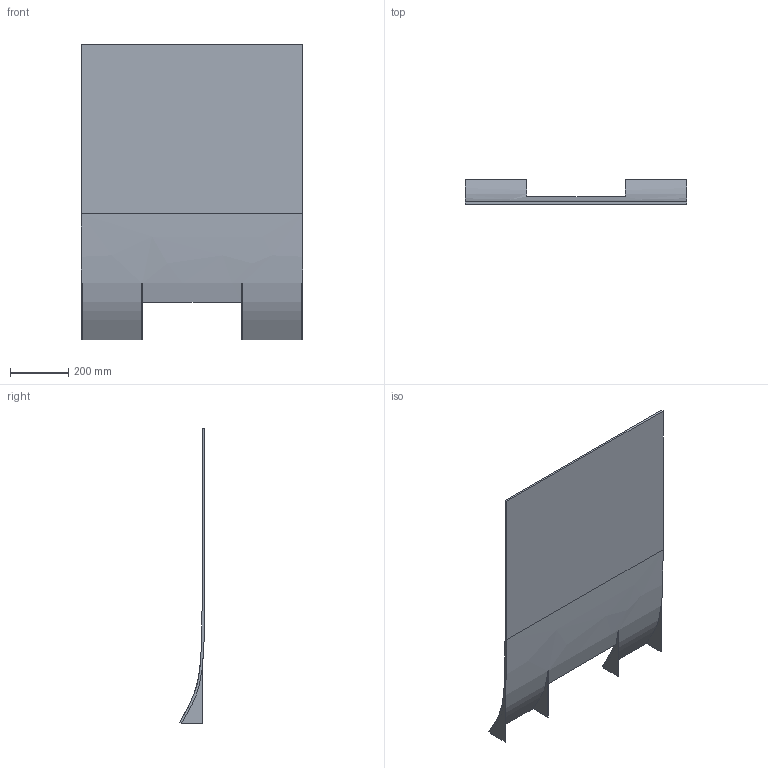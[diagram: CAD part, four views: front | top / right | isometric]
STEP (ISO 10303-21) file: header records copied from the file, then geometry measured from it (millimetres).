
FILE_DESCRIPTION (( 'STEP AP214' ), '1' );
FILE_NAME ('NFR24_Undertray_Diffuser.STEP', '2024-09-10T23:39:50', ( '' ), ( '' ), 'SwSTEP 2.0', 'SolidWorks 2024', '' );
FILE_SCHEMA (( 'AUTOMOTIVE_DESIGN' ));
Length unit declared in the file: inch
Products named in the file (1): NFR24_Undertray_Diffuser
Bounding box: 762 x 86.37 x 1018.9 mm (x, y, z)
Volume: 5684386.4 mm3; surface area: 1550200.1 mm2
Topology: 1 solids, 1 shells, 26 faces, 64 edges, 40 vertices
Faces by surface type: plane 24, bspline 2
Entity records: 1409 total; most frequent: CARTESIAN_POINT 803, ORIENTED_EDGE 128, DIRECTION 100, EDGE_CURVE 64, LINE 50, VECTOR 50, VERTEX_POINT 40, ADVANCED_FACE 26
